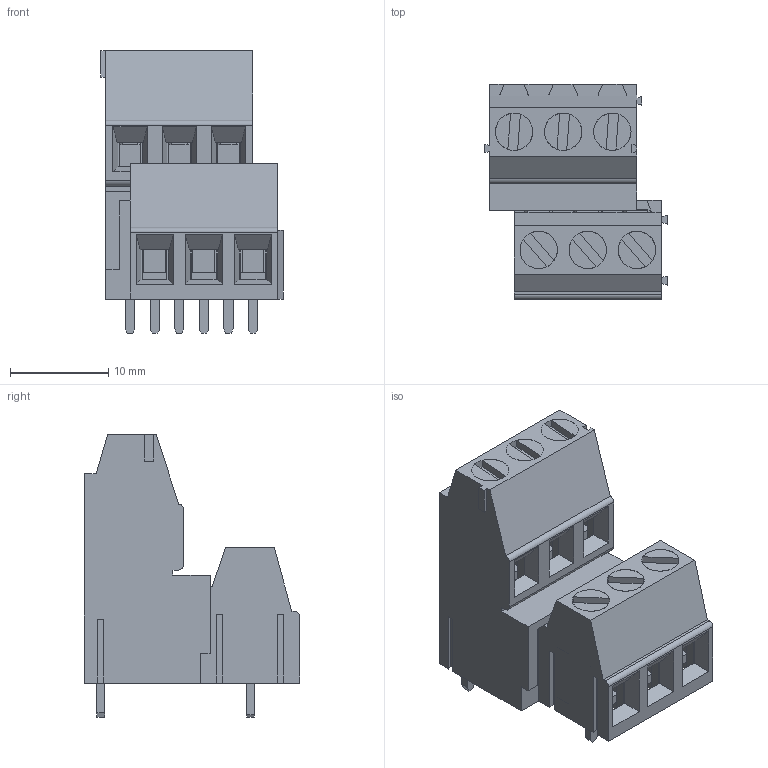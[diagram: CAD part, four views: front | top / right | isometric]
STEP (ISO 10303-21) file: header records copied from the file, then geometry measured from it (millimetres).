
FILE_DESCRIPTION(/* description */ ('Unknown'),/* implementation_level */ '2;1');
FILE_NAME(/* name */ '691232710006',/* time_stamp */ '2016-03-15T11:06:02+01:00',/* author */ ('Unknown'),/* organization */ ('Unknown'),/* preprocessor_version */ 'ST-DEVELOPER v16',/* originating_system */ 'DEX',/* authorisation */ $);
FILE_SCHEMA (('AUTOMOTIVE_DESIGN {1 0 10303 214 3 1 1}'));
Length unit declared in the file: millimetre
Products named in the file (8): 6912327100xx; 691232710003; 6912327100xx_MASS; 6912327100xx_VIS; 6912327100xx_PIN; 6912327100xx_LONG; 691232710003_LONG; 6912327100xx_PIN_LONG
Assembly tree (21 placements, depth 3):
  6912327100xx
    691232710003
    6912327100xx_MASS  x3
    6912327100xx_VIS  x3
    6912327100xx_PIN  x3
    6912327100xx_LONG
      691232710003_LONG
      6912327100xx_MASS  x3
      6912327100xx_VIS  x3
      6912327100xx_PIN_LONG  x3
Bounding box: 18.6 x 21.9 x 28.8 mm (x, y, z)
Volume: 3478.5 mm3; surface area: 8224.7 mm2
Topology: 20 solids, 20 shells, 615 faces, 1638 edges, 1072 vertices
Faces by surface type: plane 546, cylinder 69
Full cylindrical faces by diameter (mm): 2.4 x18, 3.8 x12
Entity records: 12877 total; most frequent: CARTESIAN_POINT 2247, ORIENTED_EDGE 2194, DIRECTION 2026, EDGE_CURVE 1097, LINE 1018, VECTOR 1018, VERTEX_POINT 725, AXIS2_PLACEMENT_3D 504
